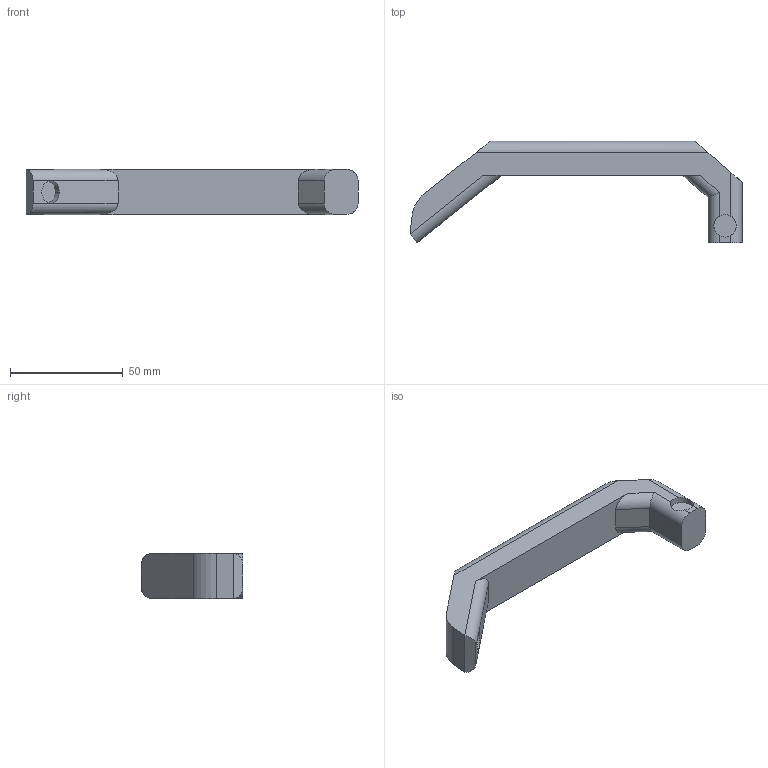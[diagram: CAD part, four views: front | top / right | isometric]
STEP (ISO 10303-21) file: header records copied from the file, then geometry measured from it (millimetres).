
FILE_DESCRIPTION((''),'2;1');
FILE_NAME('OLKAP_','2017-08-17T',('honkans5'),(''),'CREO PARAMETRIC BY PTC INC, 2015200','CREO PARAMETRIC BY PTC INC, 2015200','');
FILE_SCHEMA(('CONFIG_CONTROL_DESIGN'));
Length unit declared in the file: millimetre
Products named in the file (1): OLKAP_
Bounding box: 147.33 x 45 x 20 mm (x, y, z)
Volume: 50591.3 mm3; surface area: 12315.1 mm2
Topology: 1 solids, 1 shells, 32 faces, 84 edges, 54 vertices
Faces by surface type: plane 17, cylinder 15
Entity records: 1084 total; most frequent: CARTESIAN_POINT 270, ORIENTED_EDGE 168, DIRECTION 150, EDGE_CURVE 84, VERTEX_POINT 54, VECTOR 50, LINE 50, AXIS2_PLACEMENT_3D 50
